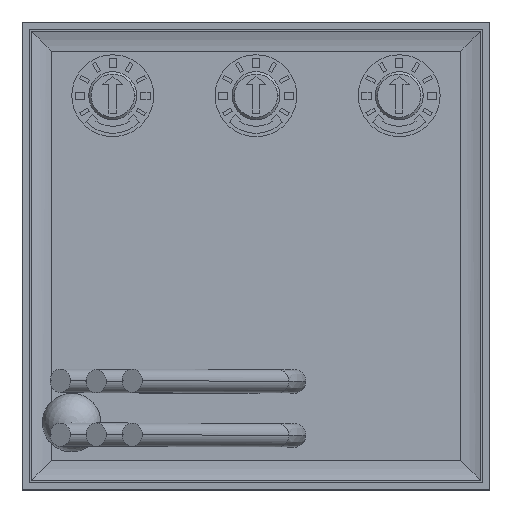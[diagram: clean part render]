
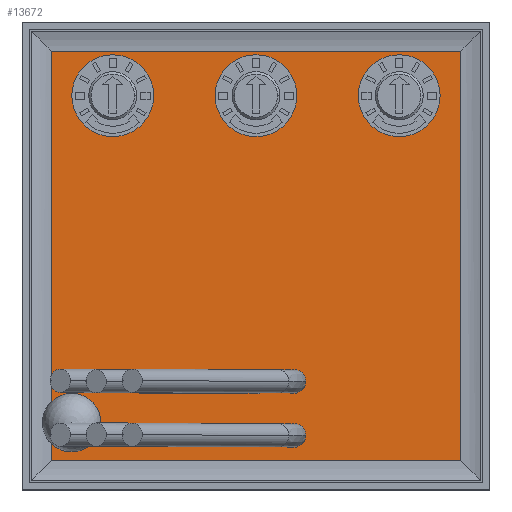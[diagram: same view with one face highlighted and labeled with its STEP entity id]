
A CAD part, top view. The second image highlights one B-rep face of the part: STEP entity #13672.
In plain terms, the highlighted planar face has unit normal (0, 0, 1).
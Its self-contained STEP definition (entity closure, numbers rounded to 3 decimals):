
#2008 = VERTEX_POINT ( 'NONE', #6640 ) ;
#2237 = LINE ( 'NONE', #26792, #8460 ) ;
#3134 = EDGE_CURVE ( 'NONE', #5547, #2008, #27599, .T. ) ;
#3902 = ORIENTED_EDGE ( 'NONE', *, *, #3134, .T. ) ;
#4096 = DIRECTION ( 'NONE',  ( 0., -1., 0. ) ) ;
#4252 = VERTEX_POINT ( 'NONE', #5187 ) ;
#4756 = DIRECTION ( 'NONE',  ( -1., 0., 0. ) ) ;
#5187 = CARTESIAN_POINT ( 'NONE',  ( 36.894, 36.894, 2.7 ) ) ;
#5520 = CARTESIAN_POINT ( 'NONE',  ( 38.6, 1.906, 2.7 ) ) ;
#5547 = VERTEX_POINT ( 'NONE', #24040 ) ;
#6310 = DIRECTION ( 'NONE',  ( 1., 0., 0. ) ) ;
#6640 = CARTESIAN_POINT ( 'NONE',  ( 36.894, 1.906, 2.7 ) ) ;
#7387 = CARTESIAN_POINT ( 'NONE',  ( 0., 0., 2.7 ) ) ;
#7494 = DIRECTION ( 'NONE',  ( 0., 0., 1. ) ) ;
#8049 = VERTEX_POINT ( 'NONE', #12743 ) ;
#8393 = ORIENTED_EDGE ( 'NONE', *, *, #27528, .T. ) ;
#8460 = VECTOR ( 'NONE', #4096, 1000. ) ;
#10384 = LINE ( 'NONE', #22558, #27816 ) ;
#12743 = CARTESIAN_POINT ( 'NONE',  ( 1.906, 36.894, 2.7 ) ) ;
#13185 = EDGE_LOOP ( 'NONE', ( #3902, #8393, #14698, #28708 ) ) ;
#13672 = ADVANCED_FACE ( 'NONE', ( #26016 ), #21166, .T. ) ;
#14698 = ORIENTED_EDGE ( 'NONE', *, *, #23719, .T. ) ;
#15068 = LINE ( 'NONE', #18541, #26385 ) ;
#18541 = CARTESIAN_POINT ( 'NONE',  ( 0.2, 36.894, 2.7 ) ) ;
#19967 = EDGE_CURVE ( 'NONE', #8049, #5547, #2237, .T. ) ;
#21166 = PLANE ( 'NONE',  #24686 ) ;
#21542 = VECTOR ( 'NONE', #6310, 1000. ) ;
#22558 = CARTESIAN_POINT ( 'NONE',  ( 36.894, 38.6, 2.7 ) ) ;
#23452 = DIRECTION ( 'NONE',  ( 1., 0., 0. ) ) ;
#23719 = EDGE_CURVE ( 'NONE', #4252, #8049, #15068, .T. ) ;
#24040 = CARTESIAN_POINT ( 'NONE',  ( 1.906, 1.906, 2.7 ) ) ;
#24686 = AXIS2_PLACEMENT_3D ( 'NONE', #7387, #7494, #23452 ) ;
#24848 = DIRECTION ( 'NONE',  ( 0., 1., 0. ) ) ;
#26016 = FACE_OUTER_BOUND ( 'NONE', #13185, .T. ) ;
#26385 = VECTOR ( 'NONE', #4756, 1000. ) ;
#26792 = CARTESIAN_POINT ( 'NONE',  ( 1.906, 0.2, 2.7 ) ) ;
#27528 = EDGE_CURVE ( 'NONE', #2008, #4252, #10384, .T. ) ;
#27599 = LINE ( 'NONE', #5520, #21542 ) ;
#27816 = VECTOR ( 'NONE', #24848, 1000. ) ;
#28708 = ORIENTED_EDGE ( 'NONE', *, *, #19967, .T. ) ;
